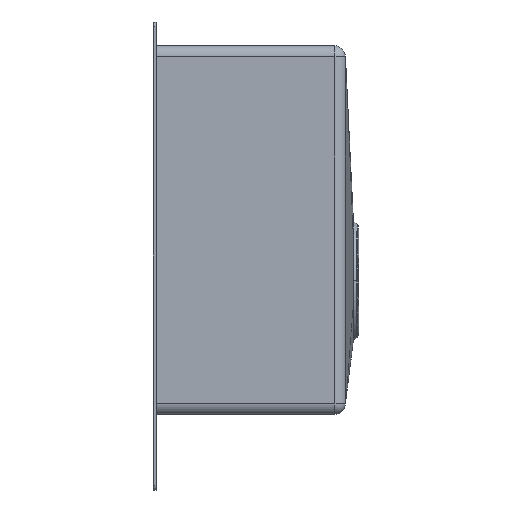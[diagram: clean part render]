
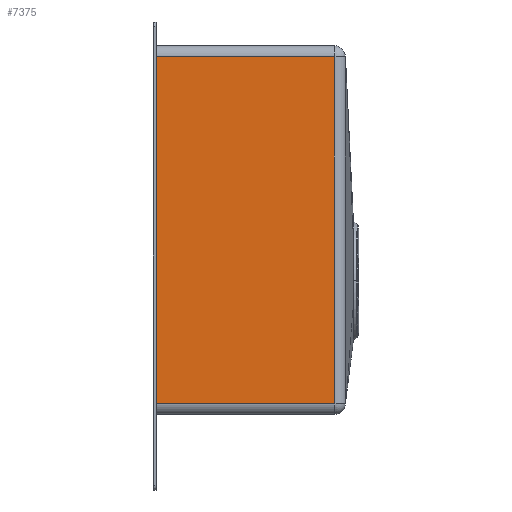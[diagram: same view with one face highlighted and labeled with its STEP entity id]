
A CAD part, left-side view. The second image highlights one B-rep face of the part: STEP entity #7375.
In plain terms, the highlighted planar face has unit normal (-1, 0, 0).
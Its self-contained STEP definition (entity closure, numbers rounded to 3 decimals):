
#1820=DIRECTION('',(0.,0.,1.));
#1821=VECTOR('',#1820,348.);
#1822=CARTESIAN_POINT('',(-376.2,-3.,-148.));
#1823=LINE('',#1822,#1821);
#1824=DIRECTION('',(0.,-1.,0.));
#1825=VECTOR('',#1824,179.);
#1826=CARTESIAN_POINT('',(-376.2,-3.,200.));
#1827=LINE('',#1826,#1825);
#1828=DIRECTION('',(0.,0.,-1.));
#1829=VECTOR('',#1828,348.);
#1830=CARTESIAN_POINT('',(-376.2,-182.,200.));
#1831=LINE('',#1830,#1829);
#1832=DIRECTION('',(0.,-1.,0.));
#1833=VECTOR('',#1832,179.);
#1834=CARTESIAN_POINT('',(-376.2,-3.,-148.));
#1835=LINE('',#1834,#1833);
#2618=CARTESIAN_POINT('',(-376.2,-182.,200.));
#2619=CARTESIAN_POINT('',(-376.2,-182.,-148.));
#2620=VERTEX_POINT('',#2618);
#2621=VERTEX_POINT('',#2619);
#2642=CARTESIAN_POINT('',(-376.2,-3.,-148.));
#2643=CARTESIAN_POINT('',(-376.2,-3.,200.));
#2644=VERTEX_POINT('',#2642);
#2645=VERTEX_POINT('',#2643);
#7363=CARTESIAN_POINT('',(-376.2,0.,-158.));
#7364=DIRECTION('',(-1.,0.,0.));
#7365=DIRECTION('',(0.,0.,1.));
#7366=AXIS2_PLACEMENT_3D('',#7363,#7364,#7365);
#7367=PLANE('',#7366);
#7368=ORIENTED_EDGE('',*,*,#6816,.T.);
#7370=ORIENTED_EDGE('',*,*,#7369,.T.);
#7371=ORIENTED_EDGE('',*,*,#7330,.T.);
#7372=ORIENTED_EDGE('',*,*,#7355,.F.);
#7373=EDGE_LOOP('',(#7368,#7370,#7371,#7372));
#7374=FACE_OUTER_BOUND('',#7373,.F.);
#7375=ADVANCED_FACE('',(#7374),#7367,.T.);
#6816=EDGE_CURVE('',#2644,#2645,#1823,.T.);
#7330=EDGE_CURVE('',#2620,#2621,#1831,.T.);
#7355=EDGE_CURVE('',#2644,#2621,#1835,.T.);
#7369=EDGE_CURVE('',#2645,#2620,#1827,.T.);
